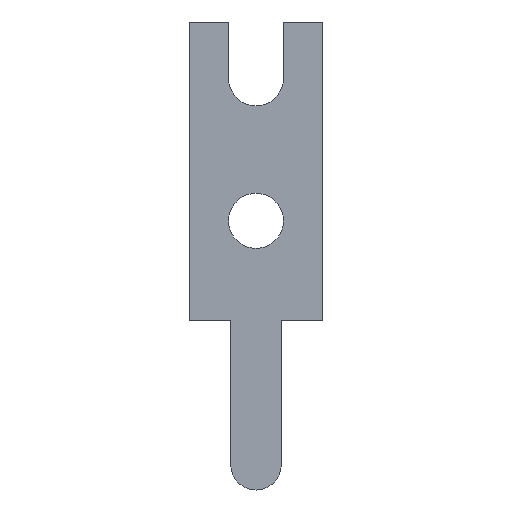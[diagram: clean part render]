
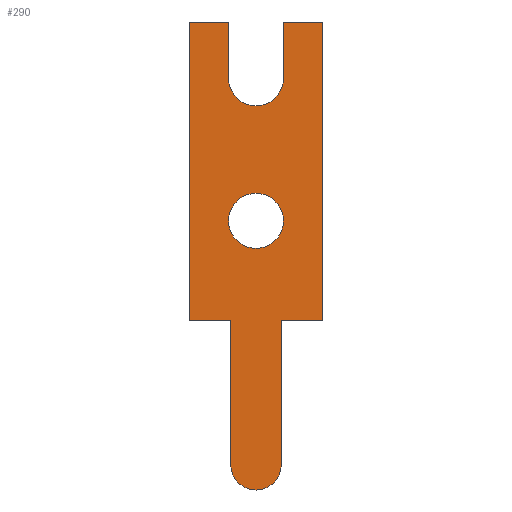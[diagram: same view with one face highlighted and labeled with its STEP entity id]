
A CAD part, front view. The second image highlights one B-rep face of the part: STEP entity #290.
In plain terms, the highlighted planar face has unit normal (0, -1, 0).
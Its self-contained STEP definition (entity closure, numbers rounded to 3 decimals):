
#21=VERTEX_POINT('',#22);
#22=CARTESIAN_POINT('',(0.6,-0.4,5.275));
#33=VECTOR('',#34,1.);
#34=DIRECTION('',(0.,0.,1.));
#37=VERTEX_POINT('',#38);
#38=CARTESIAN_POINT('',(0.6,-0.4,6.5));
#41=EDGE_CURVE('',#21,#37,#42,.T.);
#42=LINE('',#22,#33);
#45=DIRECTION('',(1.,0.,0.));
#56=VECTOR('',#45,1.);
#59=VERTEX_POINT('',#60);
#60=CARTESIAN_POINT('',(1.45,-0.4,6.5));
#63=EDGE_CURVE('',#37,#59,#64,.T.);
#64=LINE('',#38,#56);
#77=VECTOR('',#78,1.);
#78=DIRECTION('',(0.,0.,-1.));
#81=VERTEX_POINT('',#82);
#82=CARTESIAN_POINT('',(1.45,-0.4,0.));
#86=EDGE_CURVE('',#59,#81,#87,.T.);
#87=LINE('',#60,#77);
#100=VECTOR('',#101,1.);
#101=DIRECTION('',(-1.,0.,0.));
#104=VERTEX_POINT('',#105);
#105=CARTESIAN_POINT('',(0.55,-0.4,0.));
#109=EDGE_CURVE('',#81,#104,#110,.T.);
#110=LINE('',#82,#100);
#124=VERTEX_POINT('',#125);
#125=CARTESIAN_POINT('',(0.55,-0.4,-3.15));
#128=EDGE_CURVE('',#104,#124,#129,.T.);
#129=LINE('',#105,#77);
#143=DIRECTION('',(0.,1.,0.));
#146=VERTEX_POINT('',#147);
#147=CARTESIAN_POINT('',(-0.55,-0.4,-3.15));
#150=EDGE_CURVE('',#124,#146,#151,.T.);
#151=CIRCLE('',#152,0.55);
#152=AXIS2_PLACEMENT_3D('',#153,#143,#101);
#153=CARTESIAN_POINT('',(0.,-0.4,-3.15));
#162=VERTEX_POINT('',#163);
#163=CARTESIAN_POINT('',(-0.55,-0.4,0.));
#171=ORIENTED_EDGE('',*,*,#172,.F.);
#172=EDGE_CURVE('',#162,#146,#173,.T.);
#173=LINE('',#163,#77);
#186=VERTEX_POINT('',#187);
#187=CARTESIAN_POINT('',(-1.45,-0.4,0.));
#191=EDGE_CURVE('',#162,#186,#192,.T.);
#192=LINE('',#163,#100);
#206=VERTEX_POINT('',#207);
#207=CARTESIAN_POINT('',(-1.45,-0.4,6.5));
#210=EDGE_CURVE('',#186,#206,#211,.T.);
#211=LINE('',#187,#33);
#225=VERTEX_POINT('',#226);
#226=CARTESIAN_POINT('',(-0.6,-0.4,6.5));
#229=EDGE_CURVE('',#206,#225,#230,.T.);
#230=LINE('',#207,#56);
#244=VERTEX_POINT('',#245);
#245=CARTESIAN_POINT('',(-0.6,-0.4,5.275));
#248=EDGE_CURVE('',#225,#244,#249,.T.);
#249=LINE('',#226,#77);
#260=ORIENTED_EDGE('',*,*,#261,.F.);
#261=EDGE_CURVE('',#21,#244,#262,.T.);
#262=CIRCLE('',#263,0.6);
#263=AXIS2_PLACEMENT_3D('',#264,#143,#101);
#264=CARTESIAN_POINT('',(0.,-0.4,5.275));
#272=VERTEX_POINT('',#273);
#273=CARTESIAN_POINT('',(-0.6,-0.4,2.166));
#283=ORIENTED_EDGE('',*,*,#284,.F.);
#284=EDGE_CURVE('',#272,#272,#285,.T.);
#285=CIRCLE('',#286,0.6);
#286=AXIS2_PLACEMENT_3D('',#287,#143,#101);
#287=CARTESIAN_POINT('',(0.,-0.4,2.166));
#290=ADVANCED_FACE('',(#291,#303),#305,.F.);
#291=FACE_BOUND('',#292,.F.);
#292=EDGE_LOOP('',(#293,#294,#295,#296,#297,#298,#171,#299,#300,#301,#302,#260));
#293=ORIENTED_EDGE('',*,*,#41,.T.);
#294=ORIENTED_EDGE('',*,*,#63,.T.);
#295=ORIENTED_EDGE('',*,*,#86,.T.);
#296=ORIENTED_EDGE('',*,*,#109,.T.);
#297=ORIENTED_EDGE('',*,*,#128,.T.);
#298=ORIENTED_EDGE('',*,*,#150,.T.);
#299=ORIENTED_EDGE('',*,*,#191,.T.);
#300=ORIENTED_EDGE('',*,*,#210,.T.);
#301=ORIENTED_EDGE('',*,*,#229,.T.);
#302=ORIENTED_EDGE('',*,*,#248,.T.);
#303=FACE_BOUND('',#304,.F.);
#304=EDGE_LOOP('',(#283));
#305=PLANE('',#306);
#306=AXIS2_PLACEMENT_3D('',#307,#308,#309);
#307=CARTESIAN_POINT('',(0.,-0.4,2.124));
#308=DIRECTION('',(0.,1.,0.));
#309=DIRECTION('',(0.,0.,1.));
